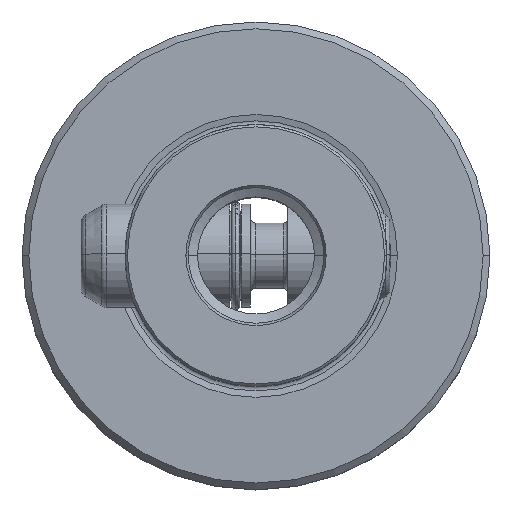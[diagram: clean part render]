
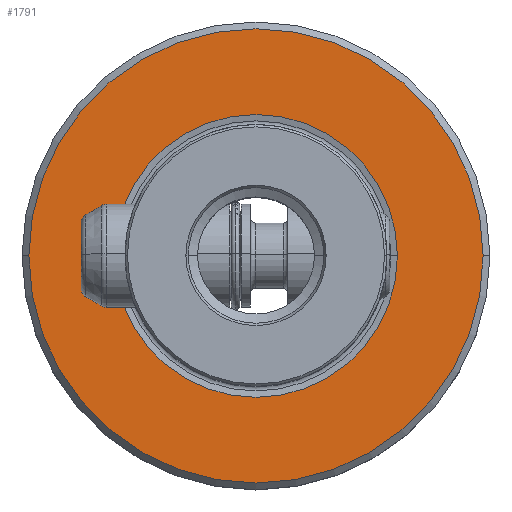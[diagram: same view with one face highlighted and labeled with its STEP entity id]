
A CAD part, top view. The second image highlights one B-rep face of the part: STEP entity #1791.
In plain terms, the highlighted planar face has unit normal (0, 0, 1).
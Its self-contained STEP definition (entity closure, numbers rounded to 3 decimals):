
#1435=VERTEX_POINT('NONE',#3110);
#1525=VERTEX_POINT('NONE',#3212);
#1655=EDGE_CURVE('NONE',#1525,#1435,#3359,.F.);
#1791=ADVANCED_FACE('NONE',(#3510,#3511),#3512,.T.);
#1857=VERTEX_POINT('NONE',#3586);
#1871=EDGE_CURVE('NONE',#1435,#1525,#3601,.F.);
#1899=EDGE_CURVE('NONE',#2163,#1857,#3633,.F.);
#2163=VERTEX_POINT('NONE',#3930);
#2171=EDGE_CURVE('NONE',#1857,#2163,#3938,.T.);
#3110=CARTESIAN_POINT('',(15.112,0.0,0.));
#3212=CARTESIAN_POINT('',(-15.112,0.,0.));
#3359=CIRCLE('',#6019,15.112);
#3510=FACE_OUTER_BOUND('',#6403,.T.);
#3511=FACE_BOUND('',#6404,.T.);
#3512=PLANE('',#6405);
#3586=CARTESIAN_POINT('',(-24.275,0.0,0.));
#3601=CIRCLE('',#6527,15.112);
#3633=CIRCLE('',#6568,24.275);
#3930=CARTESIAN_POINT('',(24.275,0.,0.));
#3938=CIRCLE('',#7159,24.275);
#6019=AXIS2_PLACEMENT_3D('',#8789,#8790,#8791);
#6403=EDGE_LOOP('',(#8994,#8995));
#6404=EDGE_LOOP('',(#8996,#8997));
#6405=AXIS2_PLACEMENT_3D('',#8998,#8999,#9000);
#6527=AXIS2_PLACEMENT_3D('',#9127,#9128,#9129);
#6568=AXIS2_PLACEMENT_3D('',#9178,#9179,#9180);
#7159=AXIS2_PLACEMENT_3D('',#9536,#9537,#9538);
#8789=CARTESIAN_POINT('',(0.0,0.0,0.));
#8790=DIRECTION('',(0.0,0.,-1.0));
#8791=DIRECTION('',(1.0,0.0,0.0));
#8994=ORIENTED_EDGE('',*,*,#2171,.F.);
#8995=ORIENTED_EDGE('',*,*,#1899,.F.);
#8996=ORIENTED_EDGE('',*,*,#1871,.F.);
#8997=ORIENTED_EDGE('',*,*,#1655,.F.);
#8998=CARTESIAN_POINT('',(0.0,25.0,0.));
#8999=DIRECTION('',(-0.0,0.,1.0));
#9000=DIRECTION('',(1.0,0.0,0.0));
#9127=CARTESIAN_POINT('',(0.0,0.0,0.));
#9128=DIRECTION('',(0.0,0.,-1.0));
#9129=DIRECTION('',(1.0,0.0,0.0));
#9178=CARTESIAN_POINT('',(0.0,0.0,0.));
#9179=DIRECTION('',(0.0,0.,1.0));
#9180=DIRECTION('',(-1.0,0.0,0.0));
#9536=CARTESIAN_POINT('',(0.0,0.0,0.));
#9537=DIRECTION('',(-0.0,0.,-1.0));
#9538=DIRECTION('',(-1.0,0.0,0.0));
